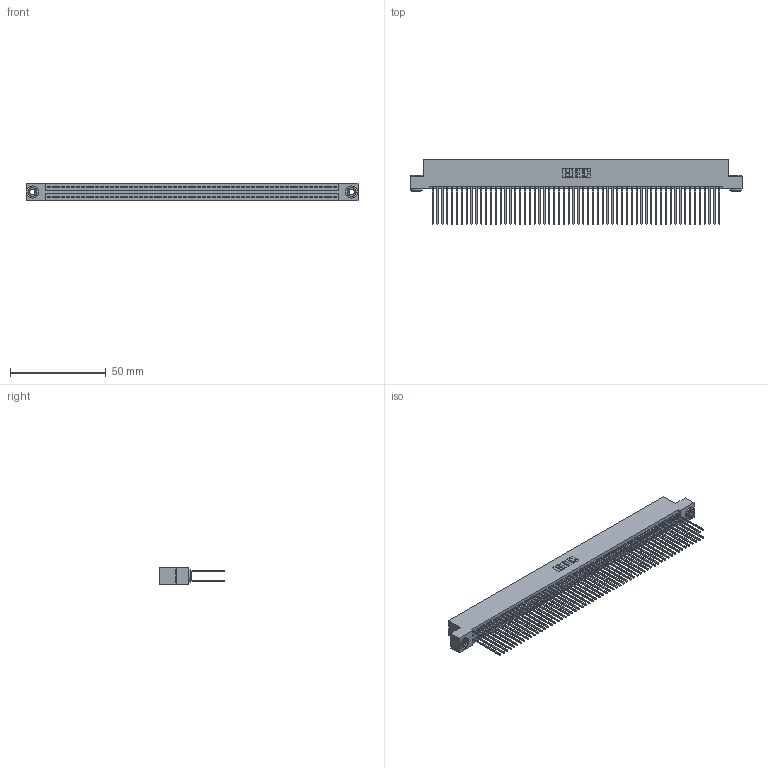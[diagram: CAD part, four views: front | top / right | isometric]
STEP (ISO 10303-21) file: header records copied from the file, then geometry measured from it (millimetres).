
FILE_DESCRIPTION (( 'STEP AP203' ), '1' );
FILE_NAME ('395-120-541-203.STEP', '2018-12-03T13:56:19', ( '' ), ( '' ), 'SwSTEP 2.0', 'SolidWorks 2016', '' );
FILE_SCHEMA (( 'CONFIG_CONTROL_DESIGN' ));
Length unit declared in the file: inch
Products named in the file (4): 395-120-541-203; 345-250-002_345-250-002-102; 345 Part_Flush Mounting Lugs - 0.156 Dia-TH; 345-292-001_345-293-141
Assembly tree (123 placements, depth 2):
  395-120-541-203
    345 Part_Flush Mounting Lugs - 0.156 Dia-TH
    345-292-001_345-293-141  x120
    345-250-002_345-250-002-102  x2
Bounding box: 173.61 x 33.96 x 9.4 mm (x, y, z)
Volume: 17739.5 mm3; surface area: 30011.8 mm2
Topology: 123 solids, 123 shells, 6164 faces, 18297 edges, 12034 vertices
Faces by surface type: plane 4050, cylinder 2106, cone 8
Entity records: 45322 total; most frequent: CARTESIAN_POINT 7555, ORIENTED_EDGE 7482, DIRECTION 6671, EDGE_CURVE 3741, LINE 3345, VECTOR 3345, VERTEX_POINT 2490, AXIS2_PLACEMENT_3D 1663
